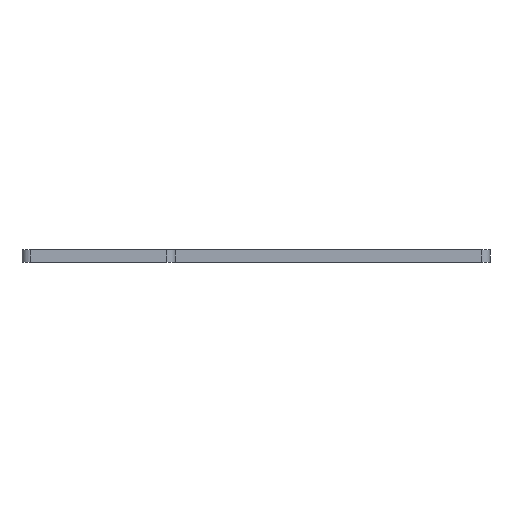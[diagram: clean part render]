
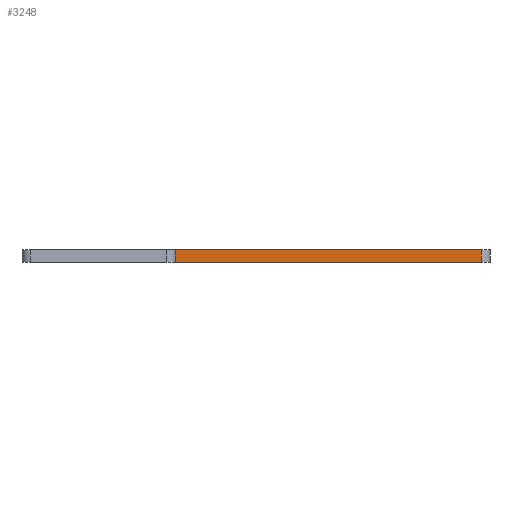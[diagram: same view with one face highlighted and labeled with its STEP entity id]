
A CAD part, left-side view. The second image highlights one B-rep face of the part: STEP entity #3248.
In plain terms, the highlighted planar face has unit normal (-1, 0, 0).
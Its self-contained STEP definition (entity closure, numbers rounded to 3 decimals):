
#298 = ORIENTED_EDGE ( 'NONE', *, *, #6316, .F. ) ;
#368 = ORIENTED_EDGE ( 'NONE', *, *, #4950, .F. ) ;
#478 = EDGE_LOOP ( 'NONE', ( #901, #368, #298, #3480 ) ) ;
#755 = VERTEX_POINT ( 'NONE', #6054 ) ;
#895 = VERTEX_POINT ( 'NONE', #6210 ) ;
#901 = ORIENTED_EDGE ( 'NONE', *, *, #3599, .T. ) ;
#1080 = LINE ( 'NONE', #6539, #1148 ) ;
#1148 = VECTOR ( 'NONE', #6544, 1000. ) ;
#2219 = AXIS2_PLACEMENT_3D ( 'NONE', #6367, #6426, #6092 ) ;
#2733 = LINE ( 'NONE', #5980, #3954 ) ;
#3248 = ADVANCED_FACE ( 'NONE', ( #4253 ), #5939, .T. ) ;
#3281 = DIRECTION ( 'NONE',  ( 0., 1., 0. ) ) ;
#3291 = CARTESIAN_POINT ( 'NONE',  ( -18., -90., 3. ) ) ;
#3399 = VERTEX_POINT ( 'NONE', #6270 ) ;
#3480 = ORIENTED_EDGE ( 'NONE', *, *, #5390, .T. ) ;
#3599 = EDGE_CURVE ( 'NONE', #6247, #895, #4942, .T. ) ;
#3946 = DIRECTION ( 'NONE',  ( 0., 1., 0. ) ) ;
#3954 = VECTOR ( 'NONE', #5910, 1000. ) ;
#3970 = CARTESIAN_POINT ( 'NONE',  ( -18., -92., 3. ) ) ;
#4174 = CARTESIAN_POINT ( 'NONE',  ( -18., -18., 0. ) ) ;
#4253 = FACE_OUTER_BOUND ( 'NONE', #478, .T. ) ;
#4904 = VECTOR ( 'NONE', #3281, 1000. ) ;
#4942 = LINE ( 'NONE', #3970, #4904 ) ;
#4950 = EDGE_CURVE ( 'NONE', #3399, #895, #2733, .T. ) ;
#5390 = EDGE_CURVE ( 'NONE', #755, #6247, #1080, .T. ) ;
#5910 = DIRECTION ( 'NONE',  ( 0., 0., 1. ) ) ;
#5939 = PLANE ( 'NONE',  #2219 ) ;
#5980 = CARTESIAN_POINT ( 'NONE',  ( -18., -18., 3. ) ) ;
#6054 = CARTESIAN_POINT ( 'NONE',  ( -18., -90., 0. ) ) ;
#6092 = DIRECTION ( 'NONE',  ( 0., 0., 1. ) ) ;
#6159 = LINE ( 'NONE', #4174, #7044 ) ;
#6210 = CARTESIAN_POINT ( 'NONE',  ( -18., -18., 3. ) ) ;
#6247 = VERTEX_POINT ( 'NONE', #3291 ) ;
#6270 = CARTESIAN_POINT ( 'NONE',  ( -18., -18., 0. ) ) ;
#6316 = EDGE_CURVE ( 'NONE', #755, #3399, #6159, .T. ) ;
#6367 = CARTESIAN_POINT ( 'NONE',  ( -18., -92., 3. ) ) ;
#6426 = DIRECTION ( 'NONE',  ( -1., 0., 0. ) ) ;
#6539 = CARTESIAN_POINT ( 'NONE',  ( -18., -90., 3. ) ) ;
#6544 = DIRECTION ( 'NONE',  ( 0., 0., 1. ) ) ;
#7044 = VECTOR ( 'NONE', #3946, 1000. ) ;
